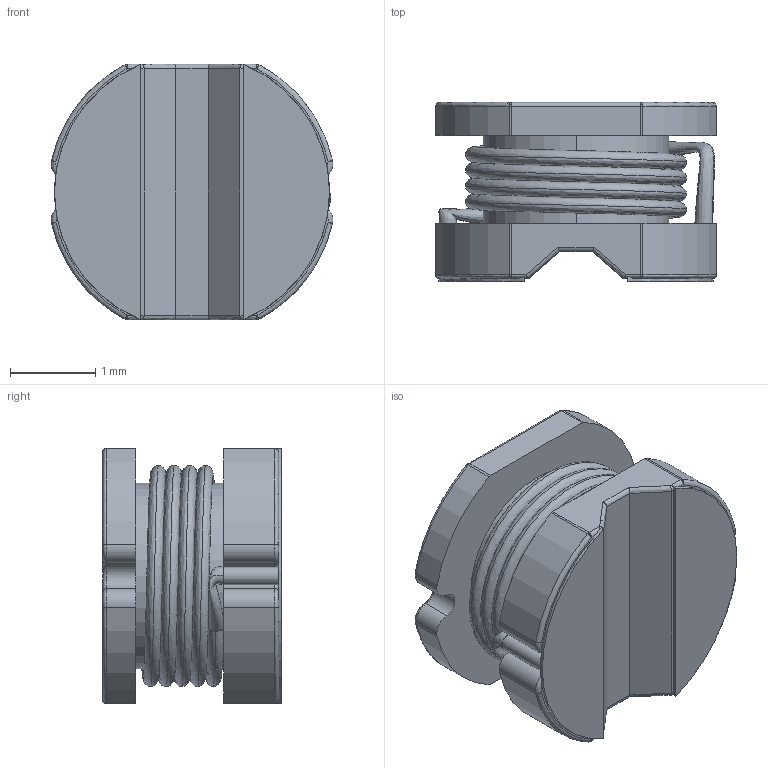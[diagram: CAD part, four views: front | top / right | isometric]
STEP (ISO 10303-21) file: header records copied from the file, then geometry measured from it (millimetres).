
FILE_DESCRIPTION (( 'STEP AP214' ), '1' );
FILE_NAME ('19B0FD6D-74F4-4388-BADB-AEAED94B9A77.STEP', '2024-09-30T11:10:54', ( '' ), ( '' ), 'SwSTEP 2.0', 'SolidWorks 2022', '' );
FILE_SCHEMA (( 'AUTOMOTIVE_DESIGN' ));
Length unit declared in the file: millimetre
Products named in the file (1): 19B0FD6D-74F4-4388-BADB-AEAED94B9A77
Bounding box: 3.3 x 2.1 x 3 mm (x, y, z)
Volume: 12.9 mm3; surface area: 67.5 mm2
Topology: 4 solids, 4 shells, 120 faces, 306 edges, 180 vertices
Faces by surface type: bspline 54, cylinder 38, plane 28
Entity records: 7301 total; most frequent: CARTESIAN_POINT 3622, ORIENTED_EDGE 580, DIRECTION 378, EDGE_CURVE 290, VERTEX_POINT 180, AXIS2_PLACEMENT_3D 147, UNCERTAINTY_MEASURE_WITH_UNIT 126, COLOUR_RGB 125
